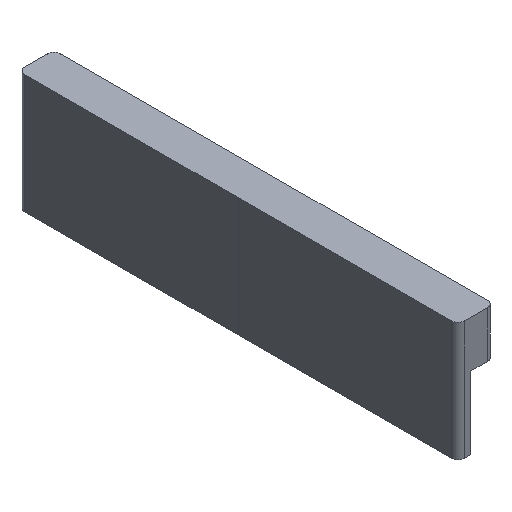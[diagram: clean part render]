
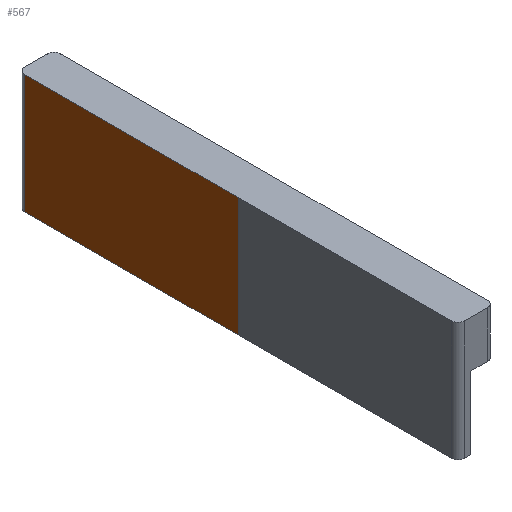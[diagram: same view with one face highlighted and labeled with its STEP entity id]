
A CAD part, isometric view. The second image highlights one B-rep face of the part: STEP entity #567.
In plain terms, the highlighted planar face has unit normal (-1, 0, 0).
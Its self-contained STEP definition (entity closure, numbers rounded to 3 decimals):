
#549=AXIS2_PLACEMENT_3D('Plane Axis2P3D',#546,#547,#548) ;
#187=CARTESIAN_POINT('Line Origine',(0.,25.55,9.3)) ;
#191=CARTESIAN_POINT('Vertex',(0.,17.2,9.3)) ;
#193=CARTESIAN_POINT('Vertex',(0.,33.9,9.3)) ;
#497=CARTESIAN_POINT('Vertex',(0.,17.2,0.)) ;
#500=CARTESIAN_POINT('Line Origine',(0.,25.55,0.)) ;
#504=CARTESIAN_POINT('Vertex',(0.,33.9,0.)) ;
#546=CARTESIAN_POINT('Axis2P3D Location',(0.,33.9,5.65)) ;
#551=CARTESIAN_POINT('Line Origine',(0.,33.9,4.65)) ;
#556=CARTESIAN_POINT('Line Origine',(0.,17.2,4.65)) ;
#188=DIRECTION('Vector Direction',(0.,-1.,0.)) ;
#501=DIRECTION('Vector Direction',(0.,-1.,0.)) ;
#547=DIRECTION('Axis2P3D Direction',(1.,0.,0.)) ;
#548=DIRECTION('Axis2P3D XDirection',(0.,-1.,0.)) ;
#552=DIRECTION('Vector Direction',(0.,0.,-1.)) ;
#557=DIRECTION('Vector Direction',(0.,0.,-1.)) ;
#189=VECTOR('Line Direction',#188,1.) ;
#502=VECTOR('Line Direction',#501,1.) ;
#553=VECTOR('Line Direction',#552,1.) ;
#558=VECTOR('Line Direction',#557,1.) ;
#562=ORIENTED_EDGE('',*,*,#195,.T.) ;
#563=ORIENTED_EDGE('',*,*,#555,.T.) ;
#564=ORIENTED_EDGE('',*,*,#506,.T.) ;
#565=ORIENTED_EDGE('',*,*,#560,.F.) ;
#567=ADVANCED_FACE('Hauptkoerper',(#566),#550,.F.) ;
#195=EDGE_CURVE('',#192,#194,#190,.F.) ;
#506=EDGE_CURVE('',#505,#498,#503,.T.) ;
#555=EDGE_CURVE('',#194,#505,#554,.T.) ;
#560=EDGE_CURVE('',#192,#498,#559,.T.) ;
#561=EDGE_LOOP('',(#562,#563,#564,#565)) ;
#566=FACE_OUTER_BOUND('',#561,.T.) ;
#190=LINE('Line',#187,#189) ;
#503=LINE('Line',#500,#502) ;
#554=LINE('Line',#551,#553) ;
#559=LINE('Line',#556,#558) ;
#550=PLANE('',#549) ;
#192=VERTEX_POINT('',#191) ;
#194=VERTEX_POINT('',#193) ;
#498=VERTEX_POINT('',#497) ;
#505=VERTEX_POINT('',#504) ;
